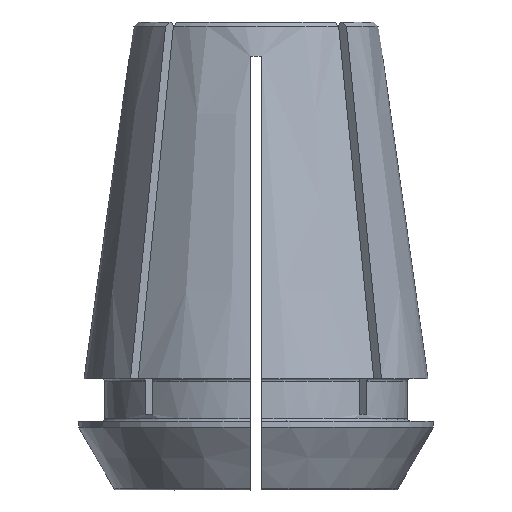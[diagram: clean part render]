
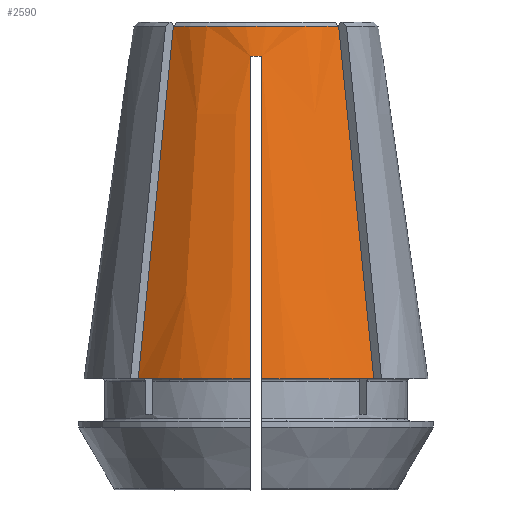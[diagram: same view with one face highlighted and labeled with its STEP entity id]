
A CAD part, left-side view. The second image highlights one B-rep face of the part: STEP entity #2590.
In plain terms, the highlighted conical face has half-angle 8 degrees and reference radius 8.86 mm.
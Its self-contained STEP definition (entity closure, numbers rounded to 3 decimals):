
#21=CONICAL_SURFACE('',#2765,8.86,0.14);
#122=CIRCLE('',#2766,8.902);
#123=CIRCLE('',#2767,12.5);
#124=CIRCLE('',#2768,9.211);
#125=CIRCLE('',#2769,12.5);
#707=ORIENTED_EDGE('',*,*,#1534,.F.);
#708=ORIENTED_EDGE('',*,*,#1479,.T.);
#709=ORIENTED_EDGE('',*,*,#1535,.T.);
#710=ORIENTED_EDGE('',*,*,#1536,.F.);
#711=ORIENTED_EDGE('',*,*,#1537,.F.);
#712=ORIENTED_EDGE('',*,*,#1538,.T.);
#713=ORIENTED_EDGE('',*,*,#1539,.T.);
#714=ORIENTED_EDGE('',*,*,#1540,.F.);
#1479=EDGE_CURVE('',#1898,#1897,#2160,.T.);
#1534=EDGE_CURVE('',#1898,#1945,#122,.T.);
#1535=EDGE_CURVE('',#1897,#1946,#123,.T.);
#1536=EDGE_CURVE('',#1947,#1946,#2168,.T.);
#1537=EDGE_CURVE('',#1948,#1947,#124,.T.);
#1538=EDGE_CURVE('',#1948,#1949,#2169,.T.);
#1539=EDGE_CURVE('',#1949,#1950,#125,.T.);
#1540=EDGE_CURVE('',#1945,#1950,#2170,.T.);
#1897=VERTEX_POINT('',#3883);
#1898=VERTEX_POINT('',#3891);
#1945=VERTEX_POINT('',#4028);
#1946=VERTEX_POINT('',#4030);
#1947=VERTEX_POINT('',#4041);
#1948=VERTEX_POINT('',#4043);
#1949=VERTEX_POINT('',#4054);
#1950=VERTEX_POINT('',#4056);
#2160=B_SPLINE_CURVE_WITH_KNOTS('',3,(#3884,#3885,#3886,#3887,#3888,#3889,
#3890),.UNSPECIFIED.,.F.,.F.,(4,3,4),(0.,0.016,
0.026),.UNSPECIFIED.);
#2168=B_SPLINE_CURVE_WITH_KNOTS('',3,(#4031,#4032,#4033,#4034,#4035,#4036,
#4037,#4038,#4039,#4040),.UNSPECIFIED.,.F.,.F.,(4,3,3,4),(0.014,
0.017,0.034,0.038),.UNSPECIFIED.);
#2169=B_SPLINE_CURVE_WITH_KNOTS('',3,(#4044,#4045,#4046,#4047,#4048,#4049,
#4050,#4051,#4052,#4053),.UNSPECIFIED.,.F.,.F.,(4,3,3,4),(0.014,
0.017,0.034,0.038),.UNSPECIFIED.);
#2170=B_SPLINE_CURVE_WITH_KNOTS('',3,(#4057,#4058,#4059,#4060,#4061,#4062,
#4063),.UNSPECIFIED.,.F.,.F.,(4,3,4),(0.,0.016,
0.026),.UNSPECIFIED.);
#2250=EDGE_LOOP('',(#707,#708,#709,#710,#711,#712,#713,#714));
#2390=FACE_BOUND('',#2250,.T.);
#2590=ADVANCED_FACE('',(#2390),#21,.T.);
#2765=AXIS2_PLACEMENT_3D('',#4026,#3151,#3152);
#2766=AXIS2_PLACEMENT_3D('',#4027,#3153,#3154);
#2767=AXIS2_PLACEMENT_3D('',#4029,#3155,#3156);
#2768=AXIS2_PLACEMENT_3D('',#4042,#3157,#3158);
#2769=AXIS2_PLACEMENT_3D('',#4055,#3159,#3160);
#3151=DIRECTION('',(0.,0.,-1.));
#3152=DIRECTION('',(-1.,0.,0.));
#3153=DIRECTION('',(0.,0.,1.));
#3154=DIRECTION('',(1.,0.,0.));
#3155=DIRECTION('',(0.,0.,1.));
#3156=DIRECTION('',(1.,0.,0.));
#3157=DIRECTION('',(0.,0.,-1.));
#3158=DIRECTION('',(-1.,0.,0.));
#3159=DIRECTION('',(0.,0.,1.));
#3160=DIRECTION('',(1.,0.,0.));
#3883=CARTESIAN_POINT('',(-9.117,8.551,3.1));
#3884=CARTESIAN_POINT('',(-6.571,6.005,28.703));
#3885=CARTESIAN_POINT('',(-7.084,6.518,23.544));
#3886=CARTESIAN_POINT('',(-7.597,7.031,18.386));
#3887=CARTESIAN_POINT('',(-8.11,7.544,13.227));
#3888=CARTESIAN_POINT('',(-8.446,7.88,9.851));
#3889=CARTESIAN_POINT('',(-8.782,8.216,6.476));
#3890=CARTESIAN_POINT('',(-9.117,8.551,3.1));
#3891=CARTESIAN_POINT('',(-6.571,6.005,28.703));
#4026=CARTESIAN_POINT('',(0.,0.,29.));
#4027=CARTESIAN_POINT('',(0.,0.,28.703));
#4028=CARTESIAN_POINT('',(-6.571,-6.005,28.703));
#4029=CARTESIAN_POINT('',(0.,0.,3.1));
#4030=CARTESIAN_POINT('',(-12.494,0.4,3.1));
#4031=CARTESIAN_POINT('',(-9.203,0.4,26.5));
#4032=CARTESIAN_POINT('',(-9.338,0.4,25.536));
#4033=CARTESIAN_POINT('',(-9.474,0.4,24.572));
#4034=CARTESIAN_POINT('',(-9.609,0.4,23.608));
#4035=CARTESIAN_POINT('',(-10.393,0.4,18.034));
#4036=CARTESIAN_POINT('',(-11.177,0.4,12.461));
#4037=CARTESIAN_POINT('',(-11.961,0.4,6.887));
#4038=CARTESIAN_POINT('',(-12.139,0.4,5.625));
#4039=CARTESIAN_POINT('',(-12.316,0.4,4.362));
#4040=CARTESIAN_POINT('',(-12.494,0.4,3.1));
#4041=CARTESIAN_POINT('',(-9.203,0.4,26.5));
#4042=CARTESIAN_POINT('',(0.,0.,26.5));
#4043=CARTESIAN_POINT('',(-9.203,-0.4,26.5));
#4044=CARTESIAN_POINT('',(-9.203,-0.4,26.5));
#4045=CARTESIAN_POINT('',(-9.338,-0.4,25.536));
#4046=CARTESIAN_POINT('',(-9.474,-0.4,24.572));
#4047=CARTESIAN_POINT('',(-9.609,-0.4,23.608));
#4048=CARTESIAN_POINT('',(-10.393,-0.4,18.034));
#4049=CARTESIAN_POINT('',(-11.177,-0.4,12.461));
#4050=CARTESIAN_POINT('',(-11.961,-0.4,6.887));
#4051=CARTESIAN_POINT('',(-12.139,-0.4,5.625));
#4052=CARTESIAN_POINT('',(-12.316,-0.4,4.362));
#4053=CARTESIAN_POINT('',(-12.494,-0.4,3.1));
#4054=CARTESIAN_POINT('',(-12.494,-0.4,3.1));
#4055=CARTESIAN_POINT('',(0.,0.,3.1));
#4056=CARTESIAN_POINT('',(-9.117,-8.551,3.1));
#4057=CARTESIAN_POINT('',(-6.571,-6.005,28.703));
#4058=CARTESIAN_POINT('',(-7.084,-6.518,23.544));
#4059=CARTESIAN_POINT('',(-7.597,-7.031,18.386));
#4060=CARTESIAN_POINT('',(-8.11,-7.544,13.227));
#4061=CARTESIAN_POINT('',(-8.446,-7.88,9.851));
#4062=CARTESIAN_POINT('',(-8.782,-8.216,6.476));
#4063=CARTESIAN_POINT('',(-9.117,-8.551,3.1));
